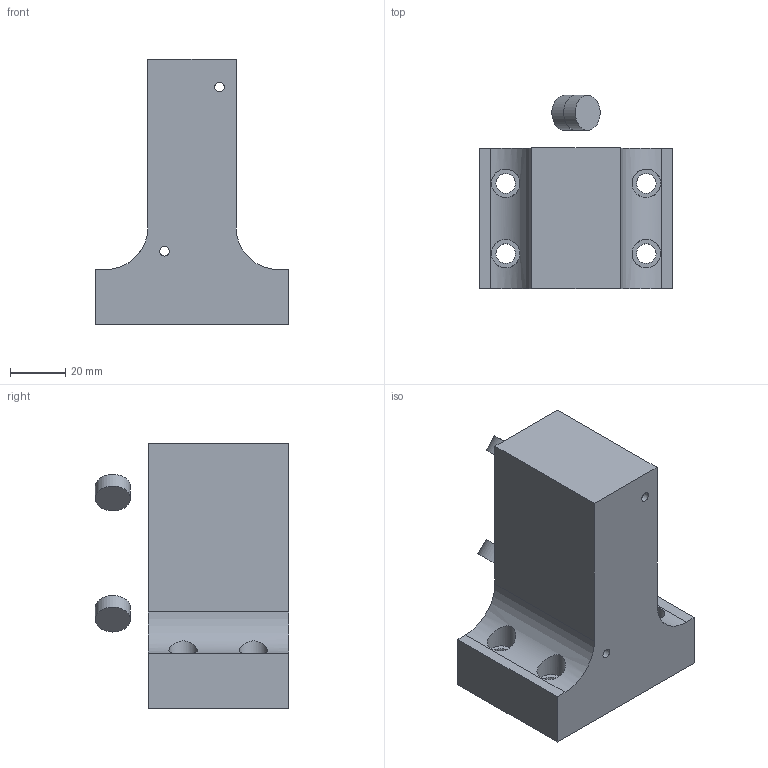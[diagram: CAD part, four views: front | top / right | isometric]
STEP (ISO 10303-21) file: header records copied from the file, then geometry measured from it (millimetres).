
FILE_DESCRIPTION(('FreeCAD Model'),'2;1');
FILE_NAME('Open CASCADE Shape Model','2025-01-21T14:39:45',(''),(''), 'Open CASCADE STEP processor 7.6','FreeCAD','Unknown');
FILE_SCHEMA(('AUTOMOTIVE_DESIGN { 1 0 10303 214 1 1 1 1 }'));
Length unit declared in the file: millimetre
Products named in the file (4): Unnamed1; Lower Mirror; Upper Mirror; Periscope
Assembly tree (3 placements, depth 2):
  Unnamed1
    Lower Mirror
    Upper Mirror
    Periscope
Bounding box: 70 x 69.85 x 96 mm (x, y, z)
Volume: 195609.6 mm3; surface area: 28023.3 mm2
Topology: 3 solids, 3 shells, 40 faces, 78 edges, 52 vertices
Faces by surface type: plane 22, cylinder 18
Full cylindrical faces by diameter (mm): 2 x4, 3.454 x2, 7.104 x4, 10.3 x4, 12.7 x2
Entity records: 3471 total; most frequent: CARTESIAN_POINT 1718, DIRECTION 320, ORIENTED_EDGE 156, PCURVE 156, DEFINITIONAL_REPRESENTATION 156, LINE 150, VECTOR 150, EDGE_CURVE 78
